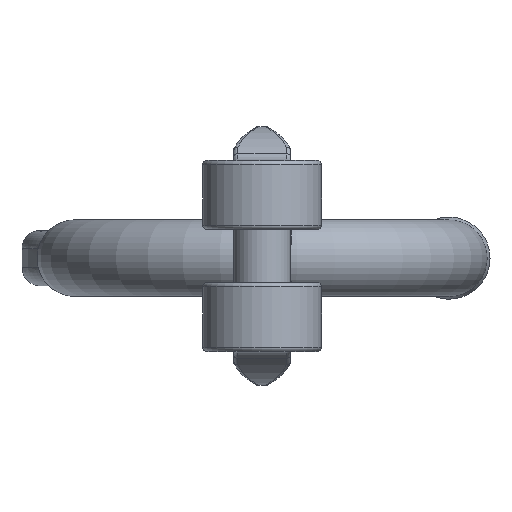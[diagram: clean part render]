
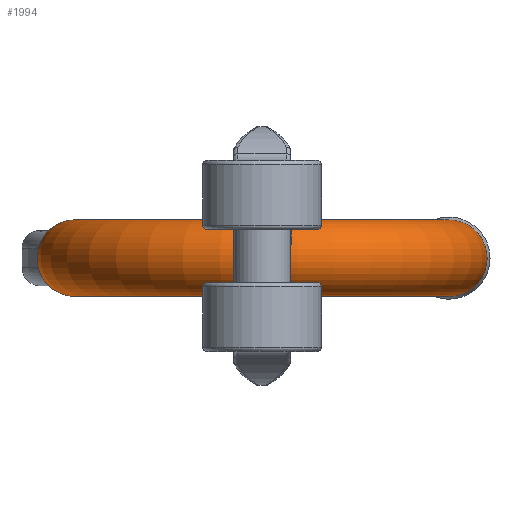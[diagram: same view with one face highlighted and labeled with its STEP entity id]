
A CAD part, front view. The second image highlights one B-rep face of the part: STEP entity #1994.
In plain terms, the highlighted toroidal (fillet/blend) face has major radius 88 mm and minor radius 18 mm.
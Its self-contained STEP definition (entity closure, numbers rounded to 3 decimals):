
#162=TOROIDAL_SURFACE('',#5544,88.,18.);
#1994=ADVANCED_FACE('',(#2090,#2091),#162,.T.);
#2090=FACE_BOUND('',#2402,.T.);
#2091=FACE_BOUND('',#2403,.T.);
#2402=EDGE_LOOP('',(#3850));
#2403=EDGE_LOOP('',(#3851));
#3850=ORIENTED_EDGE('',*,*,#5106,.T.);
#3851=ORIENTED_EDGE('',*,*,#5144,.F.);
#4372=VERTEX_POINT('',#10829);
#4410=VERTEX_POINT('',#11087);
#5106=EDGE_CURVE('',#4372,#4372,#5264,.T.);
#5144=EDGE_CURVE('',#4410,#4410,#5266,.T.);
#5264=CIRCLE('',#5525,18.);
#5266=CIRCLE('',#5537,18.);
#5525=AXIS2_PLACEMENT_3D('',#10828,#6438,#6439);
#5537=AXIS2_PLACEMENT_3D('',#11086,#6470,#6471);
#5544=AXIS2_PLACEMENT_3D('',#11097,#6484,#6485);
#6438=DIRECTION('',(0.,-1.,0.));
#6439=DIRECTION('',(1.,0.,0.));
#6470=DIRECTION('',(0.,1.,0.));
#6471=DIRECTION('',(-1.,0.,0.));
#6484=DIRECTION('',(0.,0.,1.));
#6485=DIRECTION('',(1.,0.,0.));
#10828=CARTESIAN_POINT('',(-88.,-60.,0.));
#10829=CARTESIAN_POINT('',(-70.,-60.,0.));
#11086=CARTESIAN_POINT('',(88.,-60.,0.));
#11087=CARTESIAN_POINT('',(70.,-60.,0.));
#11097=CARTESIAN_POINT('',(0.,-60.,0.));
